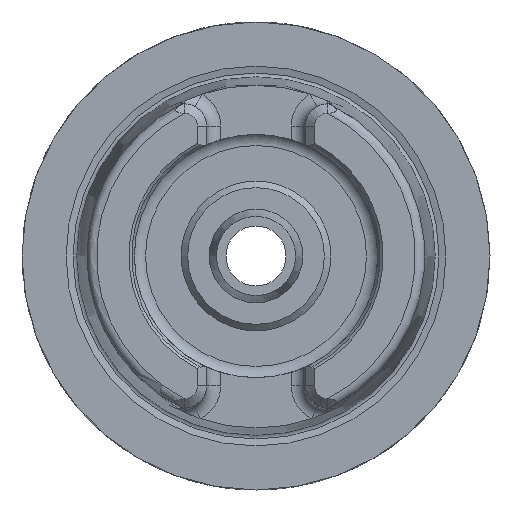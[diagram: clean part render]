
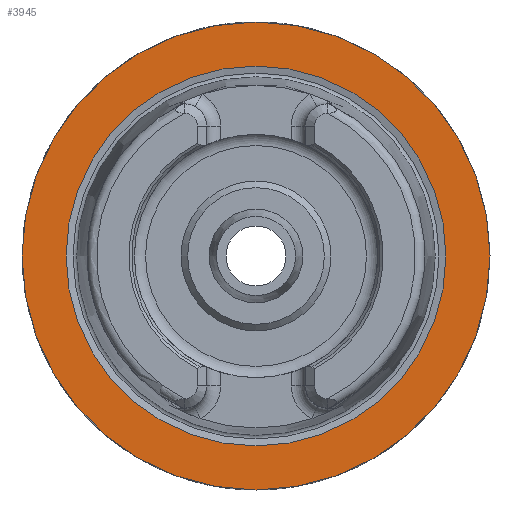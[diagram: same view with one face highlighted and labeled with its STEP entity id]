
A CAD part, left-side view. The second image highlights one B-rep face of the part: STEP entity #3945.
In plain terms, the highlighted planar face has unit normal (-1, 0, 0).
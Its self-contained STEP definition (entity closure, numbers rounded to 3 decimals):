
#3458=CARTESIAN_POINT('',(0.0,25.,0.0));
#3459=VERTEX_POINT('',#3458);
#3460=CARTESIAN_POINT('',(0.0,0.0,0.0));
#3461=DIRECTION('',(1.0,0.0,0.0));
#3462=DIRECTION('',(0.0,1.0,0.0));
#3463=AXIS2_PLACEMENT_3D('',#3460,#3461,#3462);
#3464=CIRCLE('',#3463,25.);
#3465=EDGE_CURVE('',#3459,#3459,#3464,.T.);
#3919=CARTESIAN_POINT('',(0.0,20.296,0.0));
#3920=VERTEX_POINT('',#3919);
#3921=CARTESIAN_POINT('',(0.0,0.0,0.0));
#3922=DIRECTION('',(1.0,0.0,0.0));
#3923=DIRECTION('',(0.0,1.0,0.0));
#3924=AXIS2_PLACEMENT_3D('',#3921,#3922,#3923);
#3925=CIRCLE('',#3924,20.296);
#3926=EDGE_CURVE('',#3920,#3920,#3925,.T.);
#3934=CARTESIAN_POINT('',(0.0,22.648,0.0));
#3935=DIRECTION('',(-1.0,0.0,0.0));
#3936=DIRECTION('',(0.0,0.0,1.0));
#3937=AXIS2_PLACEMENT_3D('',#3934,#3935,#3936);
#3938=PLANE('',#3937);
#3939=ORIENTED_EDGE('',*,*,#3465,.F.);
#3940=EDGE_LOOP('',(#3939));
#3941=FACE_OUTER_BOUND('',#3940,.T.);
#3942=ORIENTED_EDGE('',*,*,#3926,.T.);
#3943=EDGE_LOOP('',(#3942));
#3944=FACE_BOUND('',#3943,.T.);
#3945=ADVANCED_FACE('',(#3941,#3944),#3938,.T.);
